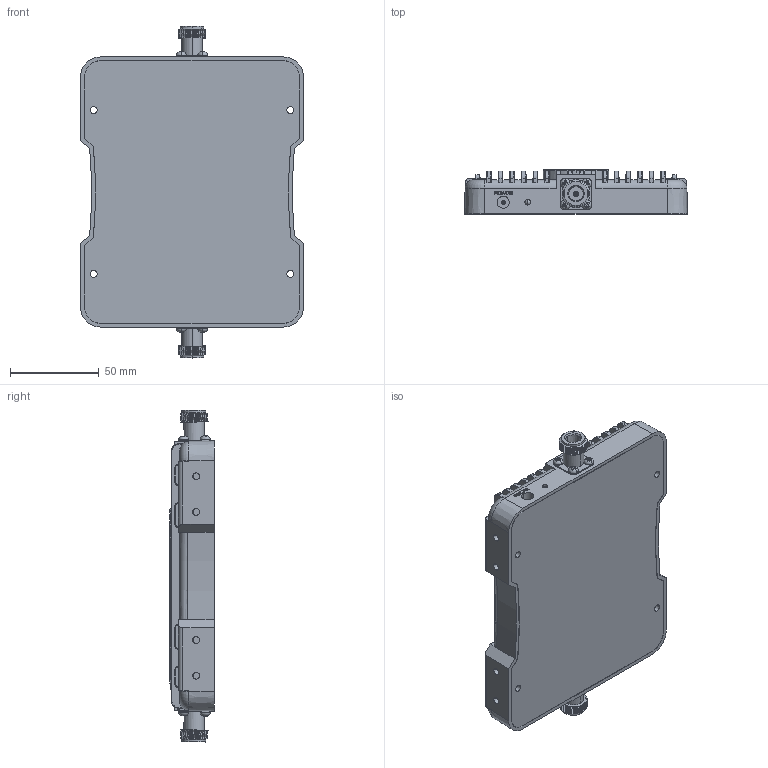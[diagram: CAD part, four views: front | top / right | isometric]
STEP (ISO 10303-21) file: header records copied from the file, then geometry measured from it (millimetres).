
FILE_DESCRIPTION (( 'STEP AP214' ), '1' );
FILE_NAME ('HA72170-NF.STEP', '2015-12-29T20:42:00', ( 'L-Com' ), ( 'L-Com Global Connectivity' ), 'SwSTEP 2.0', 'SolidWorks 2014', '' );
FILE_SCHEMA (( 'AUTOMOTIVE_DESIGN' ));
Length unit declared in the file: inch
Products named in the file (1): HA72170-NF
Bounding box: 125.17 x 25.07 x 186.55 mm (x, y, z)
Volume: 391665.9 mm3; surface area: 72049.2 mm2
Topology: 1 solids, 9 shells, 2532 faces, 6495 edges, 4223 vertices
Faces by surface type: plane 1235, bspline 646, cylinder 506, cone 100, torus 45
Entity records: 123933 total; most frequent: CARTESIAN_POINT 52043, ORIENTED_EDGE 12982, DIRECTION 9680, EDGE_CURVE 6491, VERTEX_POINT 4223, VECTOR 3836, LINE 3836, AXIS2_PLACEMENT_3D 2922
